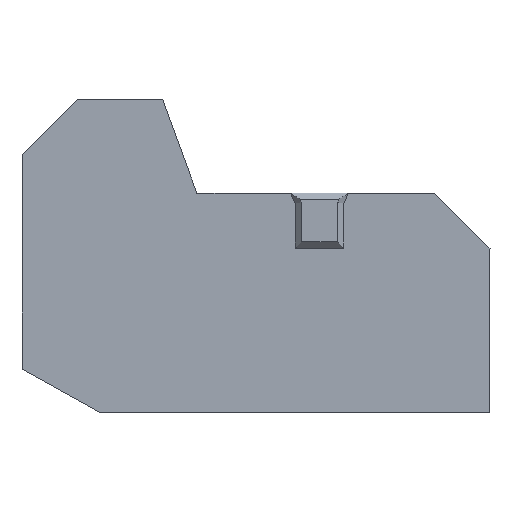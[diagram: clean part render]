
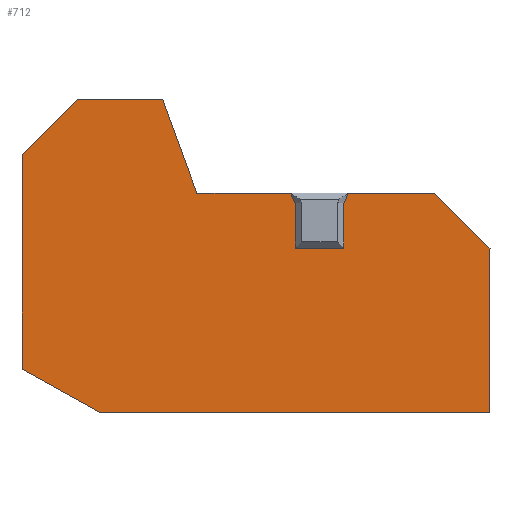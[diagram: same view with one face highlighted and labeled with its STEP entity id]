
A CAD part, left-side view. The second image highlights one B-rep face of the part: STEP entity #712.
In plain terms, the highlighted planar face has unit normal (-1, 0, 0).
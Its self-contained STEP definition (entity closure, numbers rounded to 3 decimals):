
#622=AXIS2_PLACEMENT_3D('Plane Axis2P3D',#619,#620,#621) ;
#103=CARTESIAN_POINT('Vertex',(0.,48.045,36.)) ;
#106=CARTESIAN_POINT('Line Origine',(0.,40.357,36.)) ;
#110=CARTESIAN_POINT('Vertex',(0.,32.668,36.)) ;
#122=CARTESIAN_POINT('Vertex',(0.,23.232,36.)) ;
#125=CARTESIAN_POINT('Line Origine',(0.,16.141,36.)) ;
#129=CARTESIAN_POINT('Vertex',(0.,9.05,36.)) ;
#559=CARTESIAN_POINT('Vertex',(0.,0.,0.)) ;
#562=CARTESIAN_POINT('Line Origine',(0.,31.884,0.)) ;
#566=CARTESIAN_POINT('Vertex',(0.,63.768,0.)) ;
#599=CARTESIAN_POINT('Vertex',(0.,0.,26.95)) ;
#602=CARTESIAN_POINT('Line Origine',(0.,0.,13.475)) ;
#619=CARTESIAN_POINT('Axis2P3D Location',(0.,69.75,24.748)) ;
#624=CARTESIAN_POINT('Line Origine',(0.,4.525,31.475)) ;
#629=CARTESIAN_POINT('Line Origine',(0.,23.591,35.15)) ;
#633=CARTESIAN_POINT('Vertex',(0.,23.95,34.3)) ;
#636=CARTESIAN_POINT('Line Origine',(0.,23.95,30.65)) ;
#640=CARTESIAN_POINT('Vertex',(0.,23.95,27.)) ;
#643=CARTESIAN_POINT('Line Origine',(0.,27.95,27.)) ;
#647=CARTESIAN_POINT('Vertex',(0.,31.95,27.)) ;
#650=CARTESIAN_POINT('Line Origine',(0.,31.95,30.65)) ;
#654=CARTESIAN_POINT('Vertex',(0.,31.95,34.3)) ;
#657=CARTESIAN_POINT('Line Origine',(0.,32.309,35.15)) ;
#662=CARTESIAN_POINT('Line Origine',(0.,50.847,43.7)) ;
#666=CARTESIAN_POINT('Vertex',(0.,53.65,51.4)) ;
#669=CARTESIAN_POINT('Line Origine',(0.,60.65,51.4)) ;
#673=CARTESIAN_POINT('Vertex',(0.,67.65,51.4)) ;
#676=CARTESIAN_POINT('Line Origine',(0.,72.175,46.875)) ;
#680=CARTESIAN_POINT('Vertex',(0.,76.7,42.35)) ;
#683=CARTESIAN_POINT('Line Origine',(0.,76.7,24.748)) ;
#687=CARTESIAN_POINT('Vertex',(0.,76.7,7.145)) ;
#690=CARTESIAN_POINT('Line Origine',(0.,70.234,3.573)) ;
#107=DIRECTION('Vector Direction',(0.,1.,0.)) ;
#126=DIRECTION('Vector Direction',(0.,1.,0.)) ;
#563=DIRECTION('Vector Direction',(0.,-1.,0.)) ;
#603=DIRECTION('Vector Direction',(0.,0.,1.)) ;
#620=DIRECTION('Axis2P3D Direction',(-1.,0.,0.)) ;
#621=DIRECTION('Axis2P3D XDirection',(0.,-1.,0.)) ;
#625=DIRECTION('Vector Direction',(0.,0.707,0.707)) ;
#630=DIRECTION('Vector Direction',(0.,0.389,-0.921)) ;
#637=DIRECTION('Vector Direction',(0.,0.,-1.)) ;
#644=DIRECTION('Vector Direction',(0.,1.,0.)) ;
#651=DIRECTION('Vector Direction',(0.,0.,1.)) ;
#658=DIRECTION('Vector Direction',(0.,0.389,0.921)) ;
#663=DIRECTION('Vector Direction',(0.,0.342,0.94)) ;
#670=DIRECTION('Vector Direction',(0.,1.,0.)) ;
#677=DIRECTION('Vector Direction',(0.,0.707,-0.707)) ;
#684=DIRECTION('Vector Direction',(0.,0.,-1.)) ;
#691=DIRECTION('Vector Direction',(0.,-0.875,-0.484)) ;
#108=VECTOR('Line Direction',#107,1.) ;
#127=VECTOR('Line Direction',#126,1.) ;
#564=VECTOR('Line Direction',#563,1.) ;
#604=VECTOR('Line Direction',#603,1.) ;
#626=VECTOR('Line Direction',#625,1.) ;
#631=VECTOR('Line Direction',#630,1.) ;
#638=VECTOR('Line Direction',#637,1.) ;
#645=VECTOR('Line Direction',#644,1.) ;
#652=VECTOR('Line Direction',#651,1.) ;
#659=VECTOR('Line Direction',#658,1.) ;
#664=VECTOR('Line Direction',#663,1.) ;
#671=VECTOR('Line Direction',#670,1.) ;
#678=VECTOR('Line Direction',#677,1.) ;
#685=VECTOR('Line Direction',#684,1.) ;
#692=VECTOR('Line Direction',#691,1.) ;
#696=ORIENTED_EDGE('',*,*,#606,.T.) ;
#697=ORIENTED_EDGE('',*,*,#628,.T.) ;
#698=ORIENTED_EDGE('',*,*,#131,.T.) ;
#699=ORIENTED_EDGE('',*,*,#635,.T.) ;
#700=ORIENTED_EDGE('',*,*,#642,.T.) ;
#701=ORIENTED_EDGE('',*,*,#649,.T.) ;
#702=ORIENTED_EDGE('',*,*,#656,.T.) ;
#703=ORIENTED_EDGE('',*,*,#661,.T.) ;
#704=ORIENTED_EDGE('',*,*,#112,.T.) ;
#705=ORIENTED_EDGE('',*,*,#668,.T.) ;
#706=ORIENTED_EDGE('',*,*,#675,.T.) ;
#707=ORIENTED_EDGE('',*,*,#682,.T.) ;
#708=ORIENTED_EDGE('',*,*,#689,.T.) ;
#709=ORIENTED_EDGE('',*,*,#694,.T.) ;
#710=ORIENTED_EDGE('',*,*,#568,.T.) ;
#712=ADVANCED_FACE('Hauptk\X2\00F6\X0\rper',(#711),#623,.T.) ;
#112=EDGE_CURVE('',#111,#104,#109,.T.) ;
#131=EDGE_CURVE('',#130,#123,#128,.T.) ;
#568=EDGE_CURVE('',#567,#560,#565,.T.) ;
#606=EDGE_CURVE('',#560,#600,#605,.T.) ;
#628=EDGE_CURVE('',#600,#130,#627,.T.) ;
#635=EDGE_CURVE('',#123,#634,#632,.T.) ;
#642=EDGE_CURVE('',#634,#641,#639,.T.) ;
#649=EDGE_CURVE('',#641,#648,#646,.T.) ;
#656=EDGE_CURVE('',#648,#655,#653,.T.) ;
#661=EDGE_CURVE('',#655,#111,#660,.T.) ;
#668=EDGE_CURVE('',#104,#667,#665,.T.) ;
#675=EDGE_CURVE('',#667,#674,#672,.T.) ;
#682=EDGE_CURVE('',#674,#681,#679,.T.) ;
#689=EDGE_CURVE('',#681,#688,#686,.T.) ;
#694=EDGE_CURVE('',#688,#567,#693,.T.) ;
#695=EDGE_LOOP('',(#696,#697,#698,#699,#700,#701,#702,#703,#704,#705,#706,#707,#708,#709,#710)) ;
#711=FACE_OUTER_BOUND('',#695,.T.) ;
#109=LINE('Line',#106,#108) ;
#128=LINE('Line',#125,#127) ;
#565=LINE('Line',#562,#564) ;
#605=LINE('Line',#602,#604) ;
#627=LINE('Line',#624,#626) ;
#632=LINE('Line',#629,#631) ;
#639=LINE('Line',#636,#638) ;
#646=LINE('Line',#643,#645) ;
#653=LINE('Line',#650,#652) ;
#660=LINE('Line',#657,#659) ;
#665=LINE('Line',#662,#664) ;
#672=LINE('Line',#669,#671) ;
#679=LINE('Line',#676,#678) ;
#686=LINE('Line',#683,#685) ;
#693=LINE('Line',#690,#692) ;
#623=PLANE('',#622) ;
#104=VERTEX_POINT('',#103) ;
#111=VERTEX_POINT('',#110) ;
#123=VERTEX_POINT('',#122) ;
#130=VERTEX_POINT('',#129) ;
#560=VERTEX_POINT('',#559) ;
#567=VERTEX_POINT('',#566) ;
#600=VERTEX_POINT('',#599) ;
#634=VERTEX_POINT('',#633) ;
#641=VERTEX_POINT('',#640) ;
#648=VERTEX_POINT('',#647) ;
#655=VERTEX_POINT('',#654) ;
#667=VERTEX_POINT('',#666) ;
#674=VERTEX_POINT('',#673) ;
#681=VERTEX_POINT('',#680) ;
#688=VERTEX_POINT('',#687) ;
